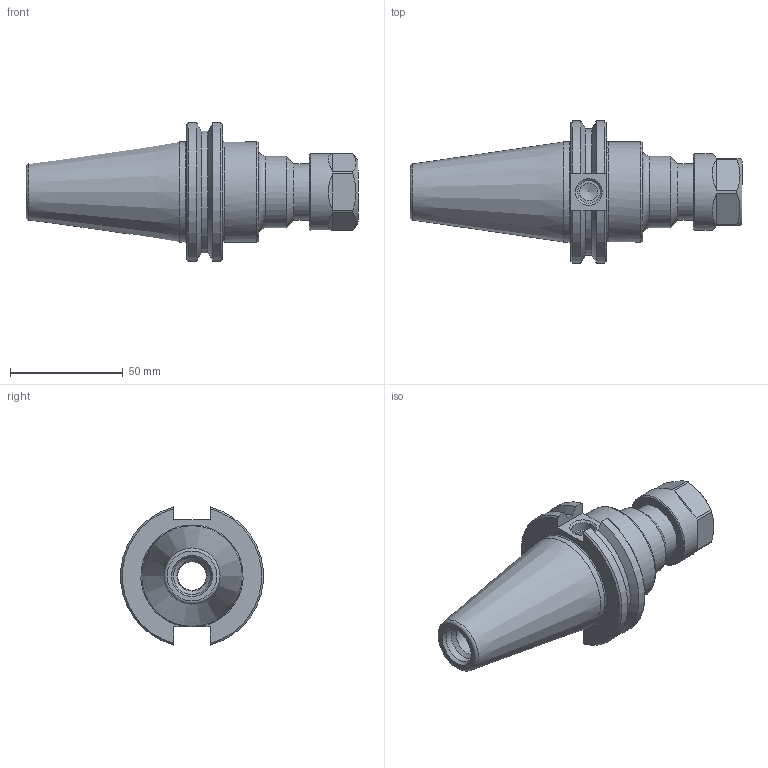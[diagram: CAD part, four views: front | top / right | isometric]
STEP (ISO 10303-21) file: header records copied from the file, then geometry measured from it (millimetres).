
FILE_DESCRIPTION(/* description */ (''),/* implementation_level */ '2;1');
FILE_NAME(/* name */ 'C40-20ERP312.stp',/* time_stamp */ '2020-11-25T10:02:20-05:00',/* author */ ('dalloco'),/* organization */ (''),/* preprocessor_version */ 'ST-DEVELOPER v16.13',/* originating_system */ 'Autodesk Inventor 2018',/* authorisation */ '');
FILE_SCHEMA (('AUTOMOTIVE_DESIGN { 1 0 10303 214 3 1 1 }'));
Length unit declared in the file: inch
Products named in the file (3): C40-20ERP312; C40-20ER3-1; 20ERHPN
Assembly tree (2 placements, depth 2):
  C40-20ERP312
    C40-20ER3-1
    20ERHPN
Bounding box: 147.51 x 63.26 x 61.38 mm (x, y, z)
Volume: 146327.1 mm3; surface area: 31314.6 mm2
Topology: 2 solids, 2 shells, 85 faces, 202 edges, 126 vertices
Faces by surface type: plane 29, cone 26, cylinder 21, torus 9
Full cylindrical faces by diameter (mm): 8.001 x1, 10.135 x1, 12.751 x1, 13.386 x1, 14.478 x1, 14.91 x1, 16.459 x1, 20.066 x1, 23.52 x1, 25 x1, 25.527 x1, 31.75 x1, 34.036 x1, 44.45 x2
Entity records: 2327 total; most frequent: CARTESIAN_POINT 406, DIRECTION 404, ORIENTED_EDGE 304, AXIS2_PLACEMENT_3D 178, EDGE_CURVE 152, EDGE_LOOP 135, VERTEX_POINT 117, FACE_OUTER_BOUND 85
